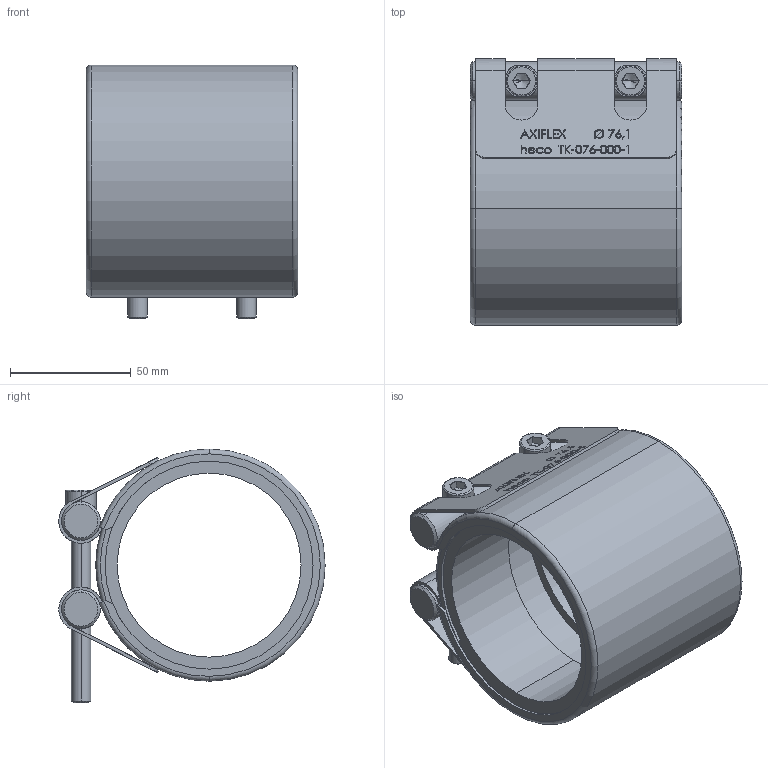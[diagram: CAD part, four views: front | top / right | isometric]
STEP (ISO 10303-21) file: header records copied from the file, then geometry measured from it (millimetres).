
FILE_DESCRIPTION (( 'STEP AP214' ), '1' );
FILE_NAME ('Axiflex Ø76,1 heco 1710.STEP', '2017-10-09T15:20:17', ( '' ), ( '' ), 'SwSTEP 2.0', 'SolidWorks 2016', '' );
FILE_SCHEMA (( 'AUTOMOTIVE_DESIGN' ));
Length unit declared in the file: millimetre
Products named in the file (1): Axiflex Ø76,1 heco 1710
Bounding box: 87.4 x 110.13 x 105 mm (x, y, z)
Volume: 257274.2 mm3; surface area: 122219.2 mm2
Topology: 1 solids, 1 shells, 554 faces, 1493 edges, 962 vertices
Faces by surface type: plane 273, bspline 140, cylinder 83, cone 34, torus 24
Entity records: 30224 total; most frequent: CARTESIAN_POINT 13874, ORIENTED_EDGE 2978, DIRECTION 2213, EDGE_CURVE 1489, VERTEX_POINT 962, LINE 899, VECTOR 899, AXIS2_PLACEMENT_3D 657
